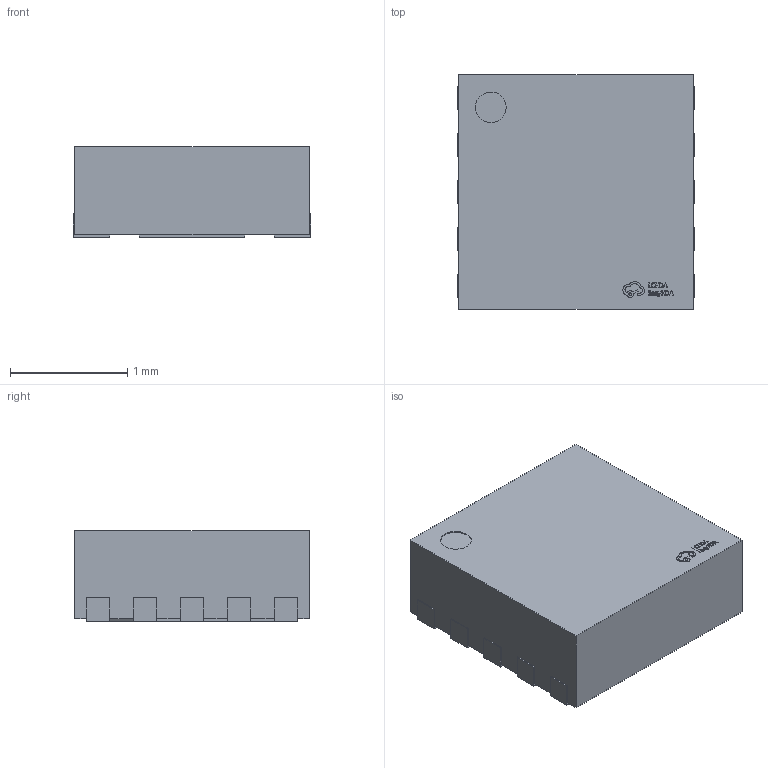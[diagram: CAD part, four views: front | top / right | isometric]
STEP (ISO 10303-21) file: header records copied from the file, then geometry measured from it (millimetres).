
FILE_DESCRIPTION (( 'STEP AP214' ), '1' );
FILE_NAME ('WSON-10_L2.0-W2.0-P0.40-TL-EP.step', '2022-07-26T09:34:28', ( '' ), ( '' ), 'SwSTEP 2.0', 'SolidWorks 2020', '' );
FILE_SCHEMA (( 'AUTOMOTIVE_DESIGN' ));
Length unit declared in the file: millimetre
Products named in the file (1): WSON-10_L2.0-W2.0-P0.40-TL-EP
Bounding box: 2.02 x 2 x 0.77 mm (x, y, z)
Volume: 3 mm3; surface area: 14.4 mm2
Topology: 14 solids, 14 shells, 362 faces, 975 edges, 650 vertices
Faces by surface type: plane 249, bspline 113
Entity records: 16140 total; most frequent: CARTESIAN_POINT 3753, ORIENTED_EDGE 1950, DIRECTION 1204, EDGE_CURVE 975, VECTOR 704, LINE 704, VERTEX_POINT 650, EDGE_LOOP 383
